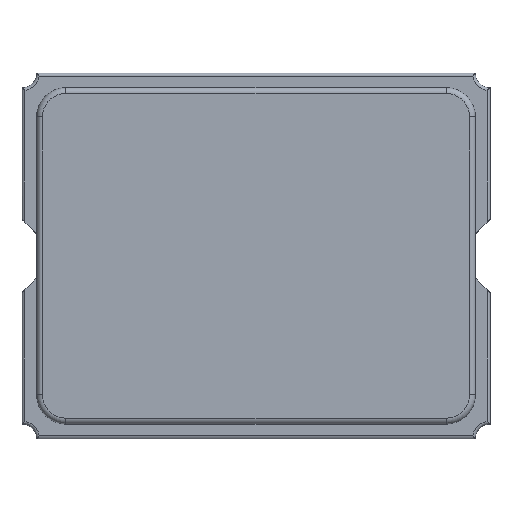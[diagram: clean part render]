
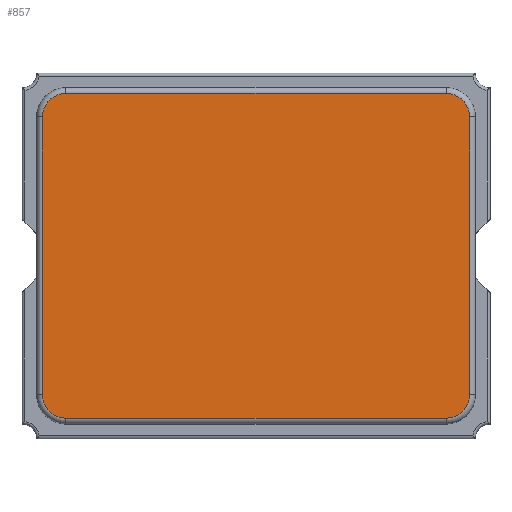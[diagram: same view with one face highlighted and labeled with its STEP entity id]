
A CAD part, top view. The second image highlights one B-rep face of the part: STEP entity #857.
In plain terms, the highlighted planar face has unit normal (0, 0, 1).
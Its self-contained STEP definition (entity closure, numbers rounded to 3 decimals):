
#31=PLANE('',#955);
#58=CIRCLE('',#927,0.16);
#64=CIRCLE('',#935,0.16);
#68=CIRCLE('',#941,0.16);
#72=CIRCLE('',#947,0.16);
#119=FACE_OUTER_BOUND('',#169,.T.);
#169=EDGE_LOOP('',(#703,#704,#705,#706,#707,#708,#709,#710));
#238=LINE('',#1476,#318);
#240=LINE('',#1488,#320);
#242=LINE('',#1500,#322);
#243=LINE('',#1508,#323);
#318=VECTOR('',#1106,10.);
#320=VECTOR('',#1120,10.);
#322=VECTOR('',#1134,10.);
#323=VECTOR('',#1145,10.);
#402=VERTEX_POINT('',#1464);
#403=VERTEX_POINT('',#1466);
#405=VERTEX_POINT('',#1472);
#407=VERTEX_POINT('',#1478);
#409=VERTEX_POINT('',#1484);
#411=VERTEX_POINT('',#1490);
#413=VERTEX_POINT('',#1496);
#415=VERTEX_POINT('',#1502);
#498=EDGE_CURVE('',#402,#403,#58,.T.);
#503=EDGE_CURVE('',#403,#405,#238,.T.);
#506=EDGE_CURVE('',#405,#407,#64,.T.);
#509=EDGE_CURVE('',#407,#409,#240,.T.);
#512=EDGE_CURVE('',#409,#411,#68,.T.);
#515=EDGE_CURVE('',#411,#413,#242,.T.);
#518=EDGE_CURVE('',#413,#415,#72,.T.);
#519=EDGE_CURVE('',#415,#402,#243,.T.);
#703=ORIENTED_EDGE('',*,*,#498,.F.);
#704=ORIENTED_EDGE('',*,*,#519,.F.);
#705=ORIENTED_EDGE('',*,*,#518,.F.);
#706=ORIENTED_EDGE('',*,*,#515,.F.);
#707=ORIENTED_EDGE('',*,*,#512,.F.);
#708=ORIENTED_EDGE('',*,*,#509,.F.);
#709=ORIENTED_EDGE('',*,*,#506,.F.);
#710=ORIENTED_EDGE('',*,*,#503,.F.);
#857=ADVANCED_FACE('',(#119),#31,.T.);
#927=AXIS2_PLACEMENT_3D('',#1467,#1095,#1096);
#935=AXIS2_PLACEMENT_3D('',#1482,#1113,#1114);
#941=AXIS2_PLACEMENT_3D('',#1494,#1127,#1128);
#947=AXIS2_PLACEMENT_3D('',#1506,#1141,#1142);
#955=AXIS2_PLACEMENT_3D('',#1533,#1169,#1170);
#1095=DIRECTION('center_axis',(0.,0.,-1.));
#1096=DIRECTION('ref_axis',(0.707,-0.707,0.));
#1106=DIRECTION('',(-1.,0.,0.));
#1113=DIRECTION('center_axis',(0.,0.,-1.));
#1114=DIRECTION('ref_axis',(-0.707,-0.707,0.));
#1120=DIRECTION('',(0.,1.,0.));
#1127=DIRECTION('center_axis',(0.,0.,-1.));
#1128=DIRECTION('ref_axis',(-0.707,0.707,0.));
#1134=DIRECTION('',(1.,0.,0.));
#1141=DIRECTION('center_axis',(0.,0.,-1.));
#1142=DIRECTION('ref_axis',(0.707,0.707,0.));
#1145=DIRECTION('',(0.,-1.,0.));
#1169=DIRECTION('center_axis',(0.,0.,1.));
#1170=DIRECTION('ref_axis',(1.,0.,0.));
#1464=CARTESIAN_POINT('',(1.46,-0.95,1.));
#1466=CARTESIAN_POINT('',(1.3,-1.11,1.));
#1467=CARTESIAN_POINT('Origin',(1.3,-0.95,1.));
#1472=CARTESIAN_POINT('',(-1.3,-1.11,1.));
#1476=CARTESIAN_POINT('',(-0.75,-1.11,1.));
#1478=CARTESIAN_POINT('',(-1.46,-0.95,1.));
#1482=CARTESIAN_POINT('Origin',(-1.3,-0.95,1.));
#1484=CARTESIAN_POINT('',(-1.46,0.95,1.));
#1488=CARTESIAN_POINT('',(-1.46,0.575,1.));
#1490=CARTESIAN_POINT('',(-1.3,1.11,1.));
#1494=CARTESIAN_POINT('Origin',(-1.3,0.95,1.));
#1496=CARTESIAN_POINT('',(1.3,1.11,1.));
#1500=CARTESIAN_POINT('',(0.75,1.11,1.));
#1502=CARTESIAN_POINT('',(1.46,0.95,1.));
#1506=CARTESIAN_POINT('Origin',(1.3,0.95,1.));
#1508=CARTESIAN_POINT('',(1.46,-0.575,1.));
#1533=CARTESIAN_POINT('Origin',(0.,0.,1.));
